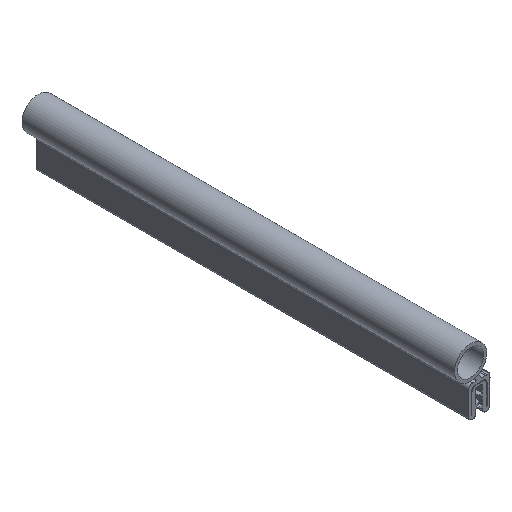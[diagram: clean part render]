
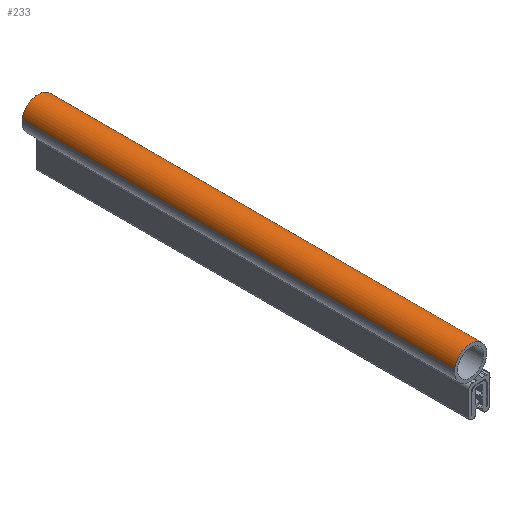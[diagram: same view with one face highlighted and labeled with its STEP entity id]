
A CAD part, isometric view. The second image highlights one B-rep face of the part: STEP entity #233.
In plain terms, the highlighted free-form (B-spline) face has degree [2, 1] with [7, 2] control points.
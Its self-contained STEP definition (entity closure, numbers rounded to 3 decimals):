
#66=CARTESIAN_POINT('',(-7.448,0.,-6.615));
#67=VERTEX_POINT('',#66);
#85=CARTESIAN_POINT('',(-7.448,200.0,-6.615));
#86=VERTEX_POINT('',#85);
#87=CARTESIAN_POINT('',(-7.448,200.0,-6.615));
#88=CARTESIAN_POINT('',(-7.448,0.,-6.615));
#89=QUASI_UNIFORM_CURVE('',1,(#87,#88),.UNSPECIFIED.,.F.,.U.);
#90=EDGE_CURVE('',#86,#67,#89,.T.);
#109=CARTESIAN_POINT('',(7.486,200.0,-7.958));
#110=VERTEX_POINT('',#109);
#124=CARTESIAN_POINT('',(7.486,0.,-7.958));
#125=VERTEX_POINT('',#124);
#126=CARTESIAN_POINT('',(7.486,200.0,-7.958));
#127=CARTESIAN_POINT('',(7.486,0.,-7.958));
#128=QUASI_UNIFORM_CURVE('',1,(#126,#127),.UNSPECIFIED.,.F.,.U.);
#129=EDGE_CURVE('',#110,#125,#128,.T.);
#147=CARTESIAN_POINT('',(7.48,205.,-8.061));
#148=CARTESIAN_POINT('',(7.483,205.,-8.01));
#149=CARTESIAN_POINT('',(7.944,205.,-0.472));
#150=CARTESIAN_POINT('',(0.458,205.0,-0.014));
#151=CARTESIAN_POINT('',(-6.612,205.,0.418));
#152=CARTESIAN_POINT('',(-7.454,205.,-6.667));
#153=CARTESIAN_POINT('',(-7.46,205.,-6.72));
#154=CARTESIAN_POINT('',(7.48,-5.125,-8.061));
#155=CARTESIAN_POINT('',(7.483,-5.125,-8.01));
#156=CARTESIAN_POINT('',(7.944,-5.125,-0.472));
#157=CARTESIAN_POINT('',(0.458,-5.125,-0.014));
#158=CARTESIAN_POINT('',(-6.612,-5.125,0.418));
#159=CARTESIAN_POINT('',(-7.454,-5.125,-6.667));
#160=CARTESIAN_POINT('',(-7.46,-5.125,-6.72));
#168=(BOUNDED_SURFACE()B_SPLINE_SURFACE(2,1,((#147,#154),(#148,#155),(#149,#156),(#150,#157),(#151,#158),(#152,#159),(#153,#160)),.UNSPECIFIED.,.F.,.F.,.U.)B_SPLINE_SURFACE_WITH_KNOTS((3,1,2,1,3),(2,2),(0.0,0.122,12.548,24.478,24.599),(0.0,210.125),.UNSPECIFIED.)GEOMETRIC_REPRESENTATION_ITEM()RATIONAL_B_SPLINE_SURFACE(((1.006,1.006),(1.003,1.003),(0.707,0.707),(1.0,1.0),(0.719,0.719),(0.98,0.98),(0.983,0.983)))REPRESENTATION_ITEM('')SURFACE());
#169=CARTESIAN_POINT('',(0.0,0.0,0.));
#170=VERTEX_POINT('',#169);
#171=CARTESIAN_POINT('',(0.0,0.0,0.));
#172=CARTESIAN_POINT('',(-6.661,0.0,0.));
#173=CARTESIAN_POINT('',(-7.448,0.,-6.615));
#181=(BOUNDED_CURVE()B_SPLINE_CURVE(2,(#171,#172,#173),.UNSPECIFIED.,.F.,.U.)B_SPLINE_CURVE_WITH_KNOTS((3,3),(0.0,0.23),.UNSPECIFIED.)CURVE()GEOMETRIC_REPRESENTATION_ITEM()RATIONAL_B_SPLINE_CURVE((1.0,0.731,0.956))REPRESENTATION_ITEM(''));
#182=EDGE_CURVE('',#170,#67,#181,.T.);
#183=ORIENTED_EDGE('',*,*,#182,.F.);
#184=CARTESIAN_POINT('',(7.486,0.,-7.958));
#185=CARTESIAN_POINT('',(7.5,0.0,-7.729));
#186=CARTESIAN_POINT('',(7.5,0.0,-7.5));
#187=CARTESIAN_POINT('',(7.5,0.0,0.));
#188=CARTESIAN_POINT('',(0.0,0.0,0.));
#196=(BOUNDED_CURVE()B_SPLINE_CURVE(2,(#184,#185,#186,#187,#188),.UNSPECIFIED.,.F.,.U.)B_SPLINE_CURVE_WITH_KNOTS((3,2,3),(0.739,0.75,1.0),.UNSPECIFIED.)CURVE()GEOMETRIC_REPRESENTATION_ITEM()RATIONAL_B_SPLINE_CURVE((0.976,0.988,1.0,0.707,1.0))REPRESENTATION_ITEM(''));
#197=EDGE_CURVE('',#125,#170,#196,.T.);
#198=ORIENTED_EDGE('',*,*,#197,.F.);
#199=ORIENTED_EDGE('',*,*,#129,.F.);
#200=CARTESIAN_POINT('',(0.0,200.0,0.));
#201=VERTEX_POINT('',#200);
#202=CARTESIAN_POINT('',(7.486,200.,-7.958));
#203=CARTESIAN_POINT('',(7.5,200.,-7.729));
#204=CARTESIAN_POINT('',(7.5,200.0,-7.5));
#205=CARTESIAN_POINT('',(7.5,200.0,0.));
#206=CARTESIAN_POINT('',(0.0,200.0,0.));
#214=(BOUNDED_CURVE()B_SPLINE_CURVE(2,(#202,#203,#204,#205,#206),.UNSPECIFIED.,.F.,.U.)B_SPLINE_CURVE_WITH_KNOTS((3,2,3),(0.739,0.75,1.0),.UNSPECIFIED.)CURVE()GEOMETRIC_REPRESENTATION_ITEM()RATIONAL_B_SPLINE_CURVE((0.976,0.988,1.0,0.707,1.0))REPRESENTATION_ITEM(''));
#215=EDGE_CURVE('',#110,#201,#214,.T.);
#216=ORIENTED_EDGE('',*,*,#215,.T.);
#217=CARTESIAN_POINT('',(0.0,200.0,0.));
#218=CARTESIAN_POINT('',(-6.661,200.,0.));
#219=CARTESIAN_POINT('',(-7.448,200.0,-6.615));
#227=(BOUNDED_CURVE()B_SPLINE_CURVE(2,(#217,#218,#219),.UNSPECIFIED.,.F.,.U.)B_SPLINE_CURVE_WITH_KNOTS((3,3),(0.0,0.23),.UNSPECIFIED.)CURVE()GEOMETRIC_REPRESENTATION_ITEM()RATIONAL_B_SPLINE_CURVE((1.0,0.731,0.956))REPRESENTATION_ITEM(''));
#228=EDGE_CURVE('',#201,#86,#227,.T.);
#229=ORIENTED_EDGE('',*,*,#228,.T.);
#230=ORIENTED_EDGE('',*,*,#90,.T.);
#231=EDGE_LOOP('',(#183,#198,#199,#216,#229,#230));
#232=FACE_OUTER_BOUND('',#231,.T.);
#233=ADVANCED_FACE('',(#232),#168,.T.);
